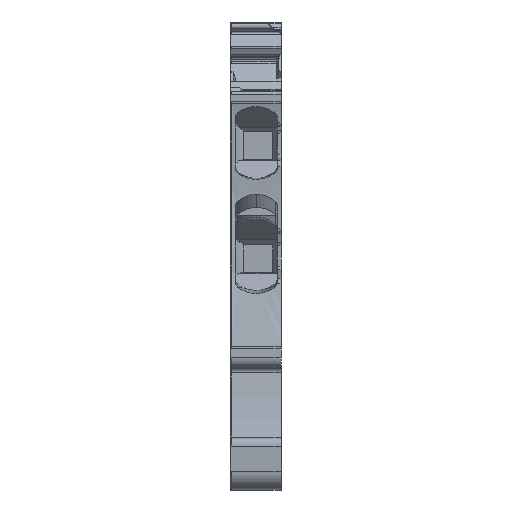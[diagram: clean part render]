
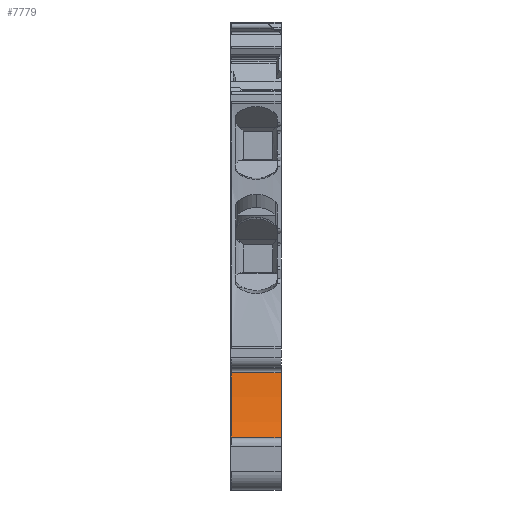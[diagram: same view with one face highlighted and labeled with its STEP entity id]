
A CAD part, front view. The second image highlights one B-rep face of the part: STEP entity #7779.
In plain terms, the highlighted cylindrical face has radius 36.4 mm (diameter 72.8 mm), a partial arc.
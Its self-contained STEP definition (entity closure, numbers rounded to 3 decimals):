
#7752=AXIS2_PLACEMENT_3D('Cylinder Axis2P3D',#7749,#7750,#7751) ;
#7756=AXIS2_PLACEMENT_3D('Circle Axis2P3D',#7754,#7755,$) ;
#7770=AXIS2_PLACEMENT_3D('Circle Axis2P3D',#7768,#7769,$) ;
#7727=CARTESIAN_POINT('Vertex',(0.05,5.13,11.894)) ;
#7730=CARTESIAN_POINT('Line Origine',(2.55,5.13,11.894)) ;
#7734=CARTESIAN_POINT('Vertex',(5.1,5.13,11.894)) ;
#7749=CARTESIAN_POINT('Axis2P3D Location',(2.55,-31.037,16.)) ;
#7754=CARTESIAN_POINT('Axis2P3D Location',(0.05,-31.037,16.)) ;
#7758=CARTESIAN_POINT('Vertex',(0.05,3.513,4.545)) ;
#7761=CARTESIAN_POINT('Line Origine',(2.55,3.513,4.545)) ;
#7765=CARTESIAN_POINT('Vertex',(5.1,3.513,4.545)) ;
#7768=CARTESIAN_POINT('Axis2P3D Location',(5.1,-31.037,16.)) ;
#7731=DIRECTION('Vector Direction',(1.,0.,0.)) ;
#7750=DIRECTION('Axis2P3D Direction',(1.,0.,0.)) ;
#7751=DIRECTION('Axis2P3D XDirection',(0.,0.949,-0.315)) ;
#7755=DIRECTION('Axis2P3D Direction',(1.,0.,0.)) ;
#7762=DIRECTION('Vector Direction',(1.,0.,0.)) ;
#7769=DIRECTION('Axis2P3D Direction',(1.,0.,0.)) ;
#7732=VECTOR('Line Direction',#7731,1.) ;
#7763=VECTOR('Line Direction',#7762,1.) ;
#7774=ORIENTED_EDGE('',*,*,#7760,.F.) ;
#7775=ORIENTED_EDGE('',*,*,#7767,.T.) ;
#7776=ORIENTED_EDGE('',*,*,#7772,.F.) ;
#7777=ORIENTED_EDGE('',*,*,#7736,.F.) ;
#7779=ADVANCED_FACE('75325_MLD_ALDT_2-5_4C',(#7778),#7753,.F.) ;
#7757=CIRCLE('generated circle',#7756,36.4) ;
#7771=CIRCLE('generated circle',#7770,36.4) ;
#7753=CYLINDRICAL_SURFACE('generated cylinder',#7752,36.4) ;
#7736=EDGE_CURVE('',#7728,#7735,#7733,.T.) ;
#7760=EDGE_CURVE('',#7759,#7728,#7757,.T.) ;
#7767=EDGE_CURVE('',#7759,#7766,#7764,.T.) ;
#7772=EDGE_CURVE('',#7735,#7766,#7771,.F.) ;
#7773=EDGE_LOOP('',(#7774,#7775,#7776,#7777)) ;
#7778=FACE_OUTER_BOUND('',#7773,.T.) ;
#7733=LINE('Line',#7730,#7732) ;
#7764=LINE('Line',#7761,#7763) ;
#7728=VERTEX_POINT('',#7727) ;
#7735=VERTEX_POINT('',#7734) ;
#7759=VERTEX_POINT('',#7758) ;
#7766=VERTEX_POINT('',#7765) ;
